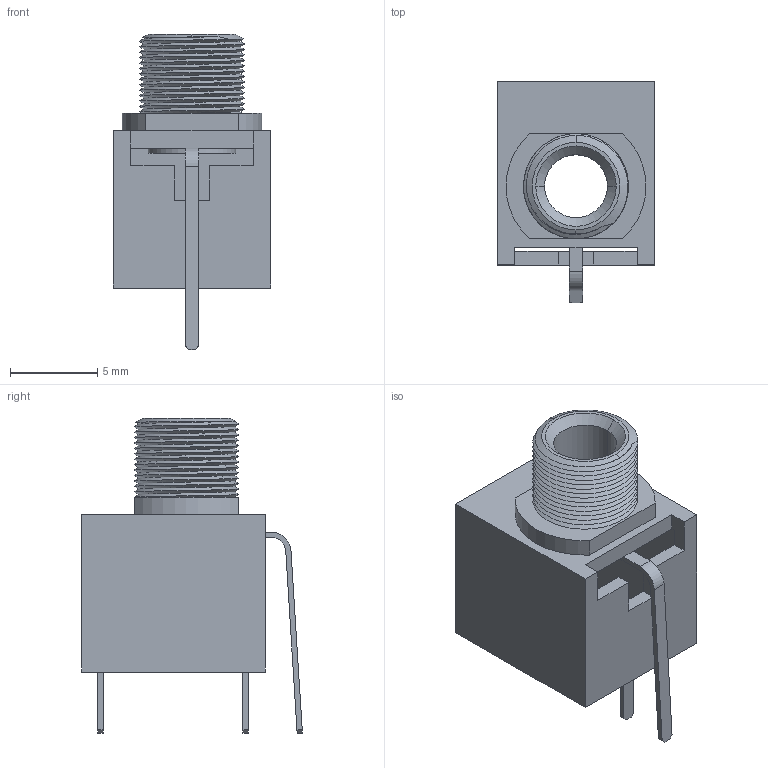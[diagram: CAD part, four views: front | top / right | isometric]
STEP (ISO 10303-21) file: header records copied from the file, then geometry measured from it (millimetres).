
FILE_DESCRIPTION (( 'STEP AP214' ), '1' );
FILE_NAME ('PJ301M-12 Thonkiconn.STEP', '2021-03-16T06:21:23', ( '' ), ( '' ), 'SwSTEP 2.0', 'SolidWorks 2020', '' );
FILE_SCHEMA (( 'AUTOMOTIVE_DESIGN' ));
Length unit declared in the file: millimetre
Products named in the file (4): 1; 3; 2; PJ301M-12 Thonkiconn
Assembly tree (3 placements, depth 2):
  PJ301M-12 Thonkiconn
    1
    2
    3
Bounding box: 9 x 12.63 x 18.02 mm (x, y, z)
Volume: 405.2 mm3; surface area: 1073.1 mm2
Topology: 3 solids, 3 shells, 67 faces, 180 edges, 120 vertices
Faces by surface type: plane 49, cylinder 12, cone 4, bspline 2
Entity records: 4115 total; most frequent: CARTESIAN_POINT 1687, ORIENTED_EDGE 360, DIRECTION 333, EDGE_CURVE 180, VECTOR 135, LINE 135, VERTEX_POINT 120, AXIS2_PLACEMENT_3D 99
